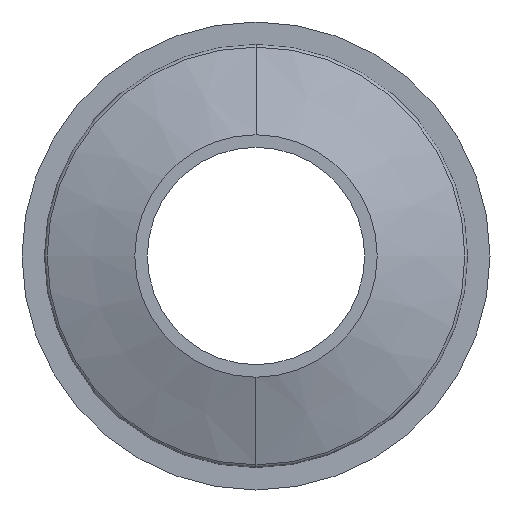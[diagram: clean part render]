
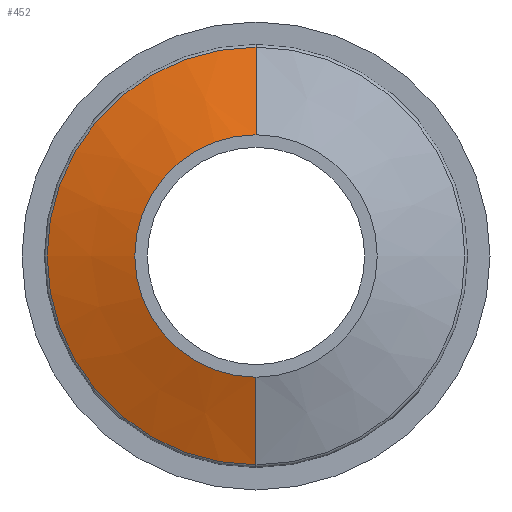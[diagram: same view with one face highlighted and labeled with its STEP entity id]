
A CAD part, left-side view. The second image highlights one B-rep face of the part: STEP entity #452.
In plain terms, the highlighted conical face has half-angle 70 degrees and reference radius 24.991 mm.
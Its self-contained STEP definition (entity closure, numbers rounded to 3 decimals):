
#3 = ORIENTED_EDGE ( 'NONE', *, *, #258, .F. ) ;
#34 = CIRCLE ( 'NONE', #334, 14.5 ) ;
#52 = CARTESIAN_POINT ( 'NONE',  ( -9.601, 0., 24.992 ) ) ;
#54 = CARTESIAN_POINT ( 'NONE',  ( -9.601, 0., -24.992 ) ) ;
#55 = VERTEX_POINT ( 'NONE', #203 ) ;
#57 = CARTESIAN_POINT ( 'NONE',  ( -9.601, 0., 0. ) ) ;
#63 = EDGE_CURVE ( 'NONE', #378, #280, #95, .T. ) ;
#74 = CARTESIAN_POINT ( 'NONE',  ( -9.601, 0., 24.992 ) ) ;
#86 = CARTESIAN_POINT ( 'NONE',  ( -9.601, 0., 0. ) ) ;
#91 = CONICAL_SURFACE ( 'NONE', #482, 24.992, 1.222 ) ;
#95 = LINE ( 'NONE', #52, #204 ) ;
#97 = DIRECTION ( 'NONE',  ( 0.342, 0., -0.94 ) ) ;
#153 = CARTESIAN_POINT ( 'NONE',  ( -13.419, 0., 14.5 ) ) ;
#189 = CIRCLE ( 'NONE', #439, 24.992 ) ;
#203 = CARTESIAN_POINT ( 'NONE',  ( -13.419, 0., -14.5 ) ) ;
#204 = VECTOR ( 'NONE', #211, 1000. ) ;
#211 = DIRECTION ( 'NONE',  ( 0.342, 0., 0.94 ) ) ;
#212 = DIRECTION ( 'NONE',  ( -1., 0., 0. ) ) ;
#220 = CARTESIAN_POINT ( 'NONE',  ( -13.419, 0., 0. ) ) ;
#248 = CARTESIAN_POINT ( 'NONE',  ( -9.601, 0., -24.992 ) ) ;
#258 = EDGE_CURVE ( 'NONE', #378, #55, #34, .T. ) ;
#278 = ORIENTED_EDGE ( 'NONE', *, *, #463, .T. ) ;
#280 = VERTEX_POINT ( 'NONE', #74 ) ;
#286 = DIRECTION ( 'NONE',  ( 1., 0., 0. ) ) ;
#294 = LINE ( 'NONE', #248, #349 ) ;
#318 = DIRECTION ( 'NONE',  ( -1., 0., 0. ) ) ;
#334 = AXIS2_PLACEMENT_3D ( 'NONE', #220, #318, #359 ) ;
#349 = VECTOR ( 'NONE', #97, 1000. ) ;
#359 = DIRECTION ( 'NONE',  ( 0., 0., 1. ) ) ;
#360 = ORIENTED_EDGE ( 'NONE', *, *, #440, .F. ) ;
#369 = EDGE_LOOP ( 'NONE', ( #3, #487, #278, #360 ) ) ;
#378 = VERTEX_POINT ( 'NONE', #153 ) ;
#410 = DIRECTION ( 'NONE',  ( 0., 0., 1. ) ) ;
#418 = FACE_OUTER_BOUND ( 'NONE', #369, .T. ) ;
#439 = AXIS2_PLACEMENT_3D ( 'NONE', #57, #212, #410 ) ;
#440 = EDGE_CURVE ( 'NONE', #55, #489, #294, .T. ) ;
#452 = ADVANCED_FACE ( 'NONE', ( #418 ), #91, .T. ) ;
#460 = DIRECTION ( 'NONE',  ( 0., 0., -1. ) ) ;
#463 = EDGE_CURVE ( 'NONE', #280, #489, #189, .T. ) ;
#482 = AXIS2_PLACEMENT_3D ( 'NONE', #86, #286, #460 ) ;
#487 = ORIENTED_EDGE ( 'NONE', *, *, #63, .T. ) ;
#489 = VERTEX_POINT ( 'NONE', #54 ) ;
